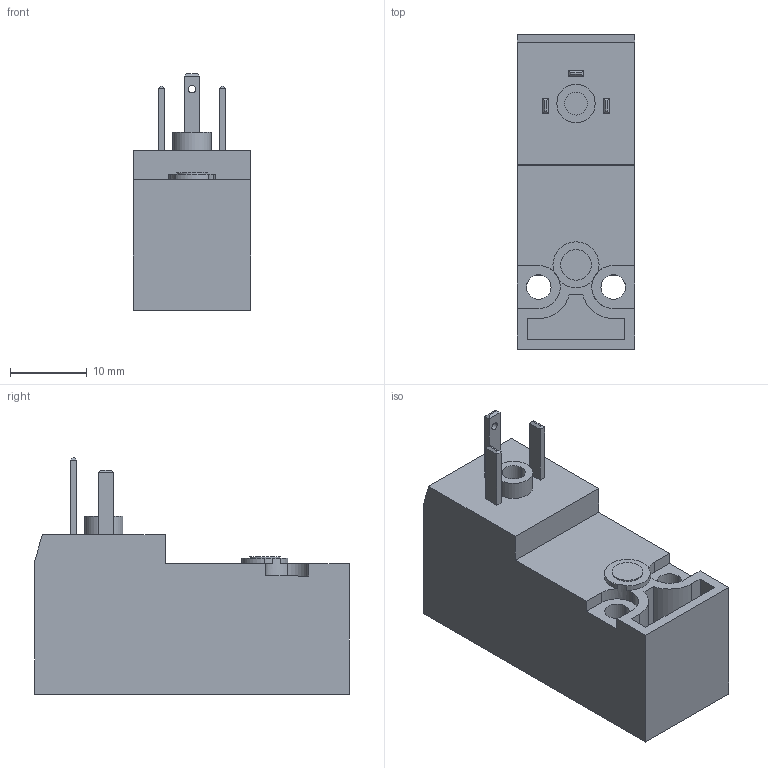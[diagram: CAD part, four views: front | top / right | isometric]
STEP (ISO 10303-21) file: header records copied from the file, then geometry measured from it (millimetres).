
FILE_DESCRIPTION (( 'STEP AP214' ), '1' );
FILE_NAME ('00_254_0.STEP', '2015-12-15T10:23:38', ( '' ), ( '' ), 'SwSTEP 2.0', 'SolidWorks 2015', '' );
FILE_SCHEMA (( 'AUTOMOTIVE_DESIGN' ));
Length unit declared in the file: millimetre
Products named in the file (1): 00_254_0
Bounding box: 15.3 x 41 x 30.8 mm (x, y, z)
Volume: 10972.4 mm3; surface area: 4271.9 mm2
Topology: 1 solids, 1 shells, 84 faces, 204 edges, 132 vertices
Faces by surface type: plane 57, cylinder 27
Entity records: 2650 total; most frequent: DIRECTION 432, CARTESIAN_POINT 421, ORIENTED_EDGE 408, EDGE_CURVE 204, LINE 146, VECTOR 146, AXIS2_PLACEMENT_3D 143, VERTEX_POINT 132
